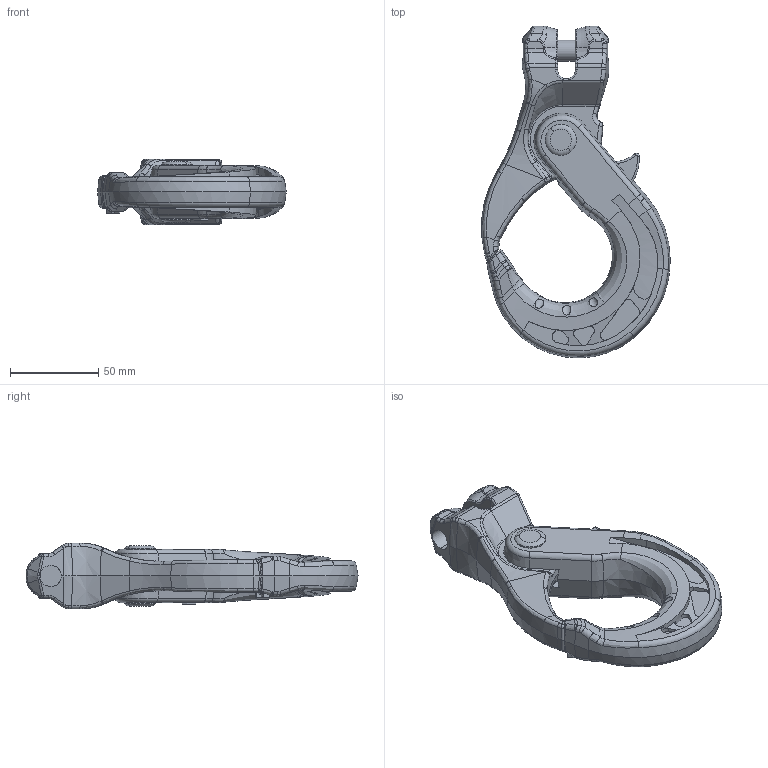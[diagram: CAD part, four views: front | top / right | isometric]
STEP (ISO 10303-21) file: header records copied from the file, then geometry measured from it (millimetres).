
FILE_DESCRIPTION((''),'2;1');
FILE_NAME('VAGHS_10_ASM','2011-05-12T',('BuxM'),(''),'PRO/ENGINEER BY PARAMETRIC TECHNOLOGY CORPORATION, 2010140','PRO/ENGINEER BY PARAMETRIC TECHNOLOGY CORPORATION, 2010140','');
FILE_SCHEMA(('CONFIG_CONTROL_DESIGN'));
Length unit declared in the file: millimetre
Products named in the file (3): VAGHS_10_OBEN; VAGHS_10_UNTEN; VAGHS_10_ASM
Assembly tree (2 placements, depth 2):
  VAGHS_10_ASM
    VAGHS_10_OBEN
    VAGHS_10_UNTEN
Bounding box: 106.67 x 187.74 x 37 mm (x, y, z)
Volume: 210195.2 mm3; surface area: 45908.2 mm2
Topology: 2 solids, 2 shells, 827 faces, 2110 edges, 1310 vertices
Faces by surface type: plane 359, cylinder 184, bspline 180, torus 58, cone 34, sphere 12
Entity records: 34049 total; most frequent: CARTESIAN_POINT 16193, ORIENTED_EDGE 4220, DIRECTION 2983, EDGE_CURVE 2110, VERTEX_POINT 1310, AXIS2_PLACEMENT_3D 1135, B_SPLINE_CURVE_WITH_KNOTS 914, EDGE_LOOP 852
